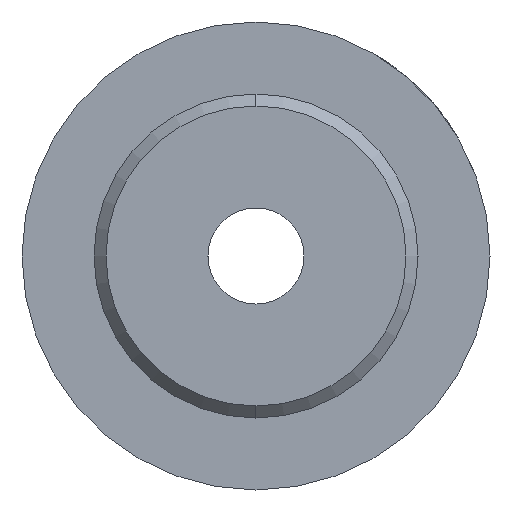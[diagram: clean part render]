
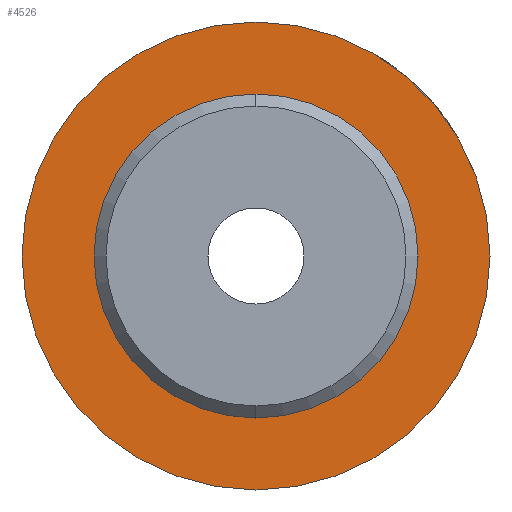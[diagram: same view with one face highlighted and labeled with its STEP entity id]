
A CAD part, left-side view. The second image highlights one B-rep face of the part: STEP entity #4526.
In plain terms, the highlighted planar face has unit normal (-1, 0, 0).
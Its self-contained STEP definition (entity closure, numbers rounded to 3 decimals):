
#106 = CARTESIAN_POINT ( 'NONE',  ( 18., 0., 0. ) ) ;
#111 = CIRCLE ( 'NONE', #1259, 6.75 ) ;
#135 = DIRECTION ( 'NONE',  ( 0., 0., 1. ) ) ;
#195 = VERTEX_POINT ( 'NONE', #2389 ) ;
#257 = VERTEX_POINT ( 'NONE', #2306 ) ;
#594 = DIRECTION ( 'NONE',  ( 0., 0., 1. ) ) ;
#959 = CARTESIAN_POINT ( 'NONE',  ( 18., 0., 0. ) ) ;
#1122 = ORIENTED_EDGE ( 'NONE', *, *, #5011, .T. ) ;
#1259 = AXIS2_PLACEMENT_3D ( 'NONE', #106, #3477, #594 ) ;
#1548 = EDGE_CURVE ( 'NONE', #195, #257, #3886, .T. ) ;
#1675 = EDGE_CURVE ( 'NONE', #4980, #4257, #3531, .T. ) ;
#1710 = DIRECTION ( 'NONE',  ( -1., 0., 0. ) ) ;
#1994 = CARTESIAN_POINT ( 'NONE',  ( 18., 0., 0. ) ) ;
#2125 = CARTESIAN_POINT ( 'NONE',  ( 18., 0., 6.75 ) ) ;
#2178 = CARTESIAN_POINT ( 'NONE',  ( 18., 0., -6.75 ) ) ;
#2243 = DIRECTION ( 'NONE',  ( -1., 0., 0. ) ) ;
#2306 = CARTESIAN_POINT ( 'NONE',  ( 18., 0., 9.75 ) ) ;
#2389 = CARTESIAN_POINT ( 'NONE',  ( 18., 0., -9.75 ) ) ;
#2453 = DIRECTION ( 'NONE',  ( -1., 0., 0. ) ) ;
#2536 = DIRECTION ( 'NONE',  ( 0., 0., 1. ) ) ;
#2762 = DIRECTION ( 'NONE',  ( 0., 0., 1. ) ) ;
#2820 = AXIS2_PLACEMENT_3D ( 'NONE', #959, #2243, #135 ) ;
#2838 = CARTESIAN_POINT ( 'NONE',  ( 18., 0., 0. ) ) ;
#2885 = CARTESIAN_POINT ( 'NONE',  ( 18., 0., 0. ) ) ;
#3081 = AXIS2_PLACEMENT_3D ( 'NONE', #2838, #2453, #4136 ) ;
#3098 = CIRCLE ( 'NONE', #5318, 9.75 ) ;
#3145 = EDGE_LOOP ( 'NONE', ( #1122, #5374 ) ) ;
#3172 = FACE_OUTER_BOUND ( 'NONE', #3145, .T. ) ;
#3284 = FACE_BOUND ( 'NONE', #4812, .T. ) ;
#3477 = DIRECTION ( 'NONE',  ( -1., 0., 0. ) ) ;
#3531 = CIRCLE ( 'NONE', #3081, 6.75 ) ;
#3886 = CIRCLE ( 'NONE', #2820, 9.75 ) ;
#4136 = DIRECTION ( 'NONE',  ( 0., 0., 1. ) ) ;
#4257 = VERTEX_POINT ( 'NONE', #2178 ) ;
#4526 = ADVANCED_FACE ( 'NONE', ( #3172, #3284 ), #4859, .T. ) ;
#4620 = ORIENTED_EDGE ( 'NONE', *, *, #4765, .F. ) ;
#4692 = ORIENTED_EDGE ( 'NONE', *, *, #1675, .F. ) ;
#4765 = EDGE_CURVE ( 'NONE', #4257, #4980, #111, .T. ) ;
#4812 = EDGE_LOOP ( 'NONE', ( #4692, #4620 ) ) ;
#4859 = PLANE ( 'NONE',  #4866 ) ;
#4866 = AXIS2_PLACEMENT_3D ( 'NONE', #1994, #5332, #2762 ) ;
#4980 = VERTEX_POINT ( 'NONE', #2125 ) ;
#5011 = EDGE_CURVE ( 'NONE', #257, #195, #3098, .T. ) ;
#5318 = AXIS2_PLACEMENT_3D ( 'NONE', #2885, #1710, #2536 ) ;
#5332 = DIRECTION ( 'NONE',  ( -1., 0., 0. ) ) ;
#5374 = ORIENTED_EDGE ( 'NONE', *, *, #1548, .T. ) ;
